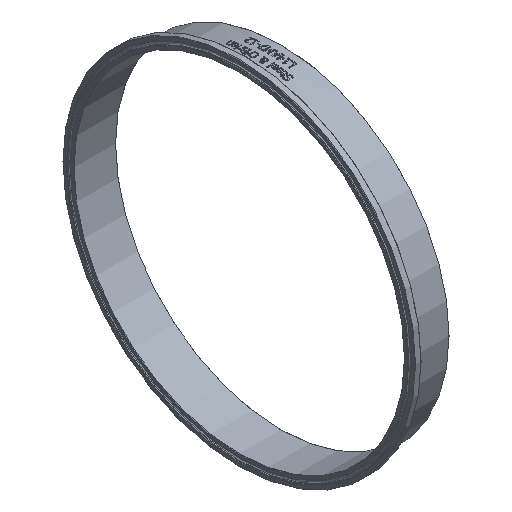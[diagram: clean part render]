
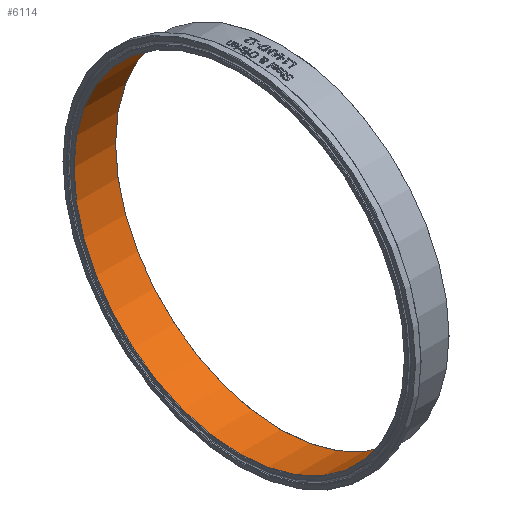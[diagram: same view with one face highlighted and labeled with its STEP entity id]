
A CAD part, isometric view. The second image highlights one B-rep face of the part: STEP entity #6114.
In plain terms, the highlighted cylindrical face has radius 149.631 mm (diameter 299.263 mm), a full revolution.
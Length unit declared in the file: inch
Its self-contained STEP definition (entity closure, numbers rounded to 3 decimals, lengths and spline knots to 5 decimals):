
#104=FACE_BOUND('',#1121,.T.);
#741=FACE_OUTER_BOUND('',#1120,.T.);
#1120=EDGE_LOOP('',(#5691));
#1121=EDGE_LOOP('',(#5692));
#1570=CIRCLE('',#6523,5.891);
#1572=CIRCLE('',#6527,5.891);
#3020=VERTEX_POINT('',#13072);
#3022=VERTEX_POINT('',#13078);
#3917=EDGE_CURVE('',#3020,#3020,#1570,.T.);
#3919=EDGE_CURVE('',#3022,#3022,#1572,.T.);
#5691=ORIENTED_EDGE('',*,*,#3919,.F.);
#5692=ORIENTED_EDGE('',*,*,#3917,.F.);
#5759=CYLINDRICAL_SURFACE('',#6526,5.891);
#6114=ADVANCED_FACE('',(#741,#104),#5759,.F.);
#6523=AXIS2_PLACEMENT_3D('',#13073,#7760,#7761);
#6526=AXIS2_PLACEMENT_3D('',#13077,#7766,#7767);
#6527=AXIS2_PLACEMENT_3D('',#13079,#7768,#7769);
#7760=DIRECTION('center_axis',(-1.,0.,0.));
#7761=DIRECTION('ref_axis',(0.,-1.,0.));
#7766=DIRECTION('center_axis',(1.,0.,0.));
#7767=DIRECTION('ref_axis',(0.,1.,0.));
#7768=DIRECTION('center_axis',(1.,0.,0.));
#7769=DIRECTION('ref_axis',(0.,-1.,0.));
#13072=CARTESIAN_POINT('',(1.495,5.891,0.));
#13073=CARTESIAN_POINT('Origin',(1.495,0.,0.));
#13077=CARTESIAN_POINT('Origin',(0.7655,0.,0.));
#13078=CARTESIAN_POINT('',(0.015,5.891,0.));
#13079=CARTESIAN_POINT('Origin',(0.015,0.,0.));
